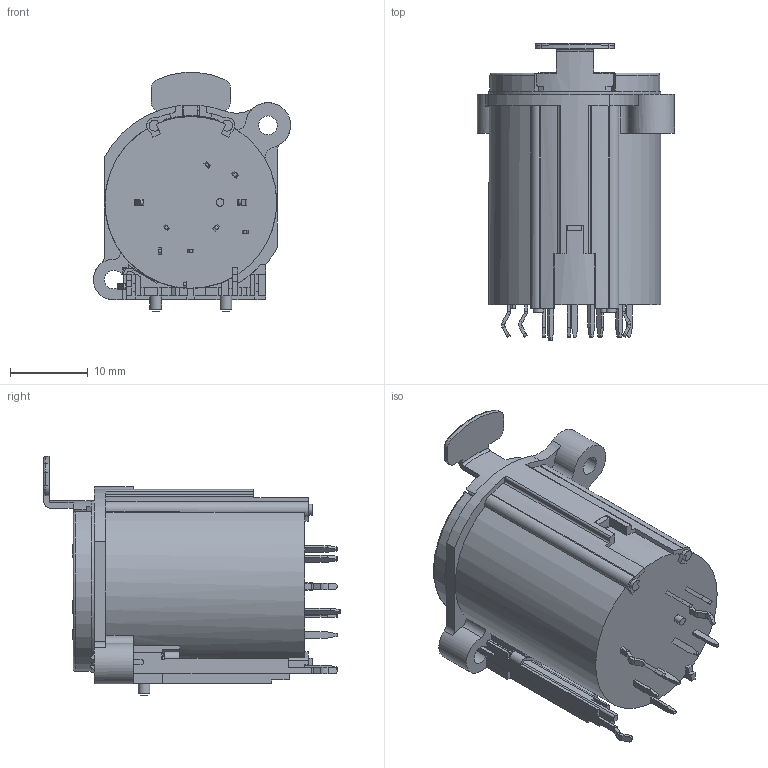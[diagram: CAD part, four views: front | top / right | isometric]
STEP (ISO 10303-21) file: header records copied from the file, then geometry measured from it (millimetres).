
FILE_DESCRIPTION(/* description */ (''),/* implementation_level */ '2;1');
FILE_NAME(/* name */ 'ACJC6AV.stp',/* time_stamp */ '2026-02-02T17:02:35+11:00',/* author */ ('minh'),/* organization */ (''),/* preprocessor_version */ 'ST-DEVELOPER v19.2',/* originating_system */ 'Autodesk Inventor 2023',/* authorisation */ '');
FILE_SCHEMA (('AUTOMOTIVE_DESIGN { 1 0 10303 214 3 1 1 }'));
Length unit declared in the file: inch
Products named in the file (1): ACJC6AV simplified
Bounding box: 25.3 x 38.09 x 30.68 mm (x, y, z)
Volume: 12134.5 mm3; surface area: 5267.1 mm2
Topology: 1 solids, 5 shells, 740 faces, 2000 edges, 1301 vertices
Faces by surface type: plane 495, cylinder 117, bspline 97, cone 18, torus 13
Full cylindrical faces by diameter (mm): 1 x1, 1.5 x2, 2.4 x1, 22.044 x1
Entity records: 24833 total; most frequent: CARTESIAN_POINT 5836, ORIENTED_EDGE 4000, DIRECTION 3387, EDGE_CURVE 2000, LINE 1439, VECTOR 1439, VERTEX_POINT 1301, AXIS2_PLACEMENT_3D 974
